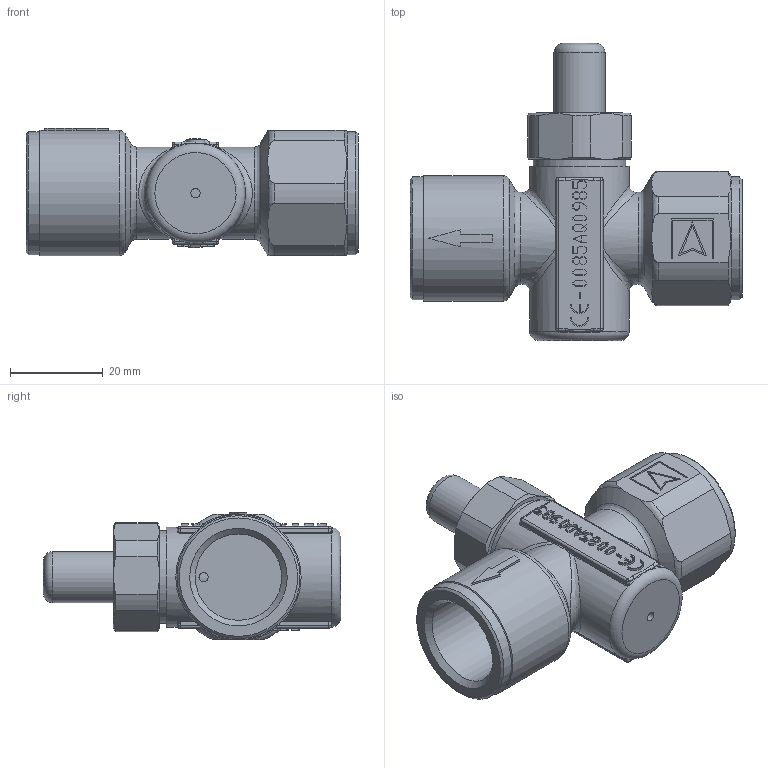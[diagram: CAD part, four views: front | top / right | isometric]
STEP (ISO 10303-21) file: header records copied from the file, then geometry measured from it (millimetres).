
FILE_DESCRIPTION((''),'2;1');
FILE_NAME('DKH_63031.stp','2012-07-18T16:07:56',('ama'),(''),'Autodesk Inventor 2011','Autodesk Inventor 2011','');
FILE_SCHEMA(('AUTOMOTIVE_DESIGN { 1 0 10303 214 1 1 1 1 }'));
Length unit declared in the file: millimetre
Products named in the file (5): DKH_63031; 00_70_020001-16; 00_70_010002-5; 801_108_2622; 00_70_010003-3
Assembly tree (6 placements, depth 2):
  DKH_63031
    00_70_020001-16
    00_70_010002-5
    801_108_2622  x3
    00_70_010003-3
Bounding box: 71.5 x 64 x 27.5 mm (x, y, z)
Volume: 33180.8 mm3; surface area: 20051.4 mm2
Topology: 6 solids, 6 shells, 886 faces, 2321 edges, 1512 vertices
Faces by surface type: plane 631, bspline 127, cylinder 77, torus 29, cone 14, sphere 8
Full cylindrical faces by diameter (mm): 2 x3, 7.5 x1, 8.5 x1, 9 x1, 10.77 x3, 10.972 x1, 11 x1, 11.3 x1, 11.5 x1, 12.5 x1, 15.95 x4, 16 x1, 18.5 x1, 18.6 x2, 18.615 x1, 19.8 x2, 20 x1, 21.5 x1, 26.5 x2, 27 x1
Entity records: 28101 total; most frequent: CARTESIAN_POINT 7460, ORIENTED_EDGE 4448, DIRECTION 3654, EDGE_CURVE 2224, VECTOR 1724, LINE 1724, VERTEX_POINT 1484, EDGE_LOOP 1018
